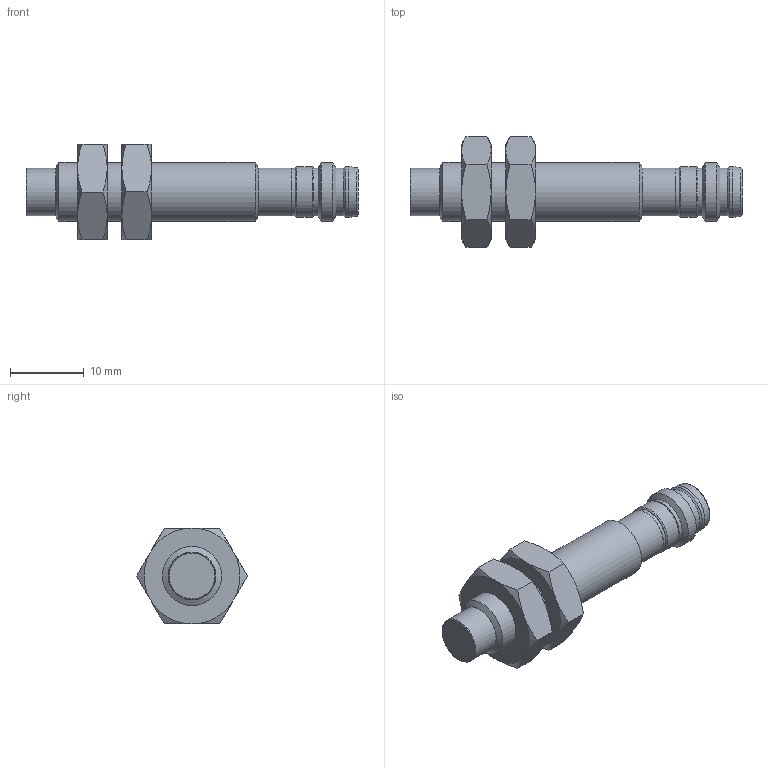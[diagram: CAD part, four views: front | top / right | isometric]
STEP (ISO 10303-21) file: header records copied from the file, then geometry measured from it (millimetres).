
FILE_DESCRIPTION (( 'STEP AP214' ), '1' );
FILE_NAME ('DW-AS-634-M8-001.STEP', '2020-10-01T16:30:03', ( '' ), ( '' ), 'SwSTEP 2.0', 'SolidWorks 2019', '' );
FILE_SCHEMA (( 'AUTOMOTIVE_DESIGN' ));
Length unit declared in the file: inch
Products named in the file (1): DW-AS-634-M8-001
Bounding box: 45 x 15.01 x 13 mm (x, y, z)
Volume: 2634.8 mm3; surface area: 1817.7 mm2
Topology: 1 solids, 1 shells, 76 faces, 163 edges, 97 vertices
Faces by surface type: cone 31, plane 24, cylinder 15, bspline 6
Full cylindrical faces by diameter (mm): 1 x3, 5.8 x1, 6.4 x1, 6.46 x1, 6.5 x3, 6.8 x1, 6.9 x1, 8 x4
Entity records: 2000 total; most frequent: CARTESIAN_POINT 593, DIRECTION 272, ORIENTED_EDGE 246, AXIS2_PLACEMENT_3D 130, EDGE_CURVE 123, EDGE_LOOP 114, FACE_OUTER_BOUND 95, VERTEX_POINT 87
